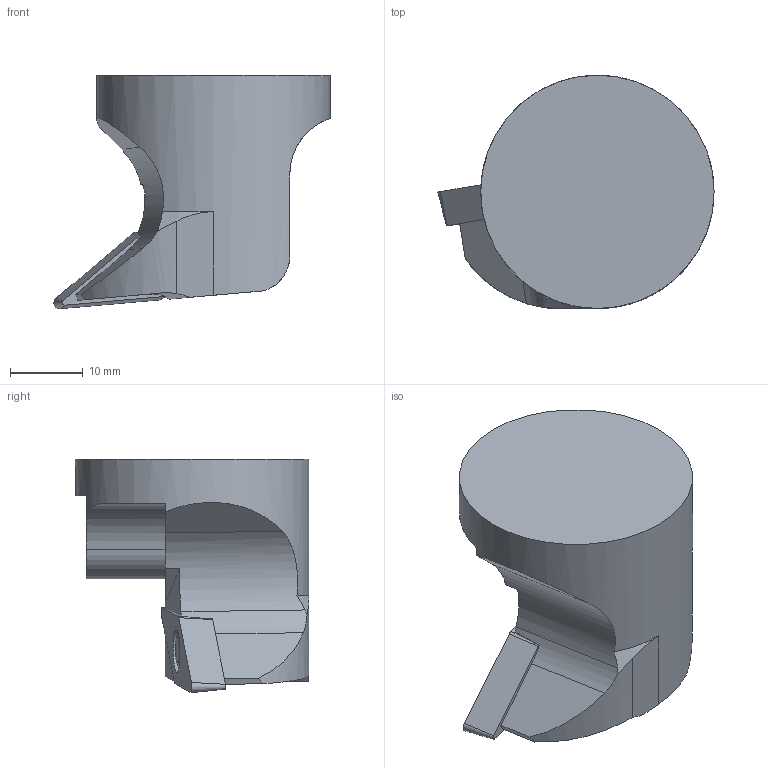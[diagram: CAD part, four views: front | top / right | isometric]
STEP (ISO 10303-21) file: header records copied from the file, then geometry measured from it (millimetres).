
FILE_DESCRIPTION(/* description */ (''),/* implementation_level */ '2;1');
FILE_NAME(/* name */ '1642486388879.stp',/* time_stamp */ '2022-01-18T11:43:25+05:00',/* author */ (''),/* organization */ ('SMS'),/* preprocessor_version */ 'ST-DEVELOPER v16.7',/* originating_system */ 'SIEMENS PLM Software NX 12.0',/* authorisation */ '');
FILE_SCHEMA (('AUTOMOTIVE_DESIGN { 1 0 10303 214 3 1 1 1 }'));
Length unit declared in the file: millimetre
Products named in the file (4): IsoTurningInsert; ASSEMBLY_CONSTRUCTION; 201795461mod000_01; 201795459mod000_01
Assembly tree (3 placements, depth 2):
  201795459mod000_01
    201795461mod000_01
    ASSEMBLY_CONSTRUCTION
    IsoTurningInsert
Bounding box: 37.87 x 32 x 32 mm (x, y, z)
Volume: 15664 mm3; surface area: 4952.3 mm2
Topology: 2 solids, 2 shells, 54 faces, 144 edges, 104 vertices
Faces by surface type: plane 27, cylinder 12, cone 10, torus 4, sphere 1
Full cylindrical faces by diameter (mm): 4.4 x2, 32 x1
Entity records: 1897 total; most frequent: CARTESIAN_POINT 406, DIRECTION 297, ORIENTED_EDGE 254, EDGE_CURVE 127, AXIS2_PLACEMENT_3D 118, VERTEX_POINT 89, EDGE_LOOP 68, LINE 61
